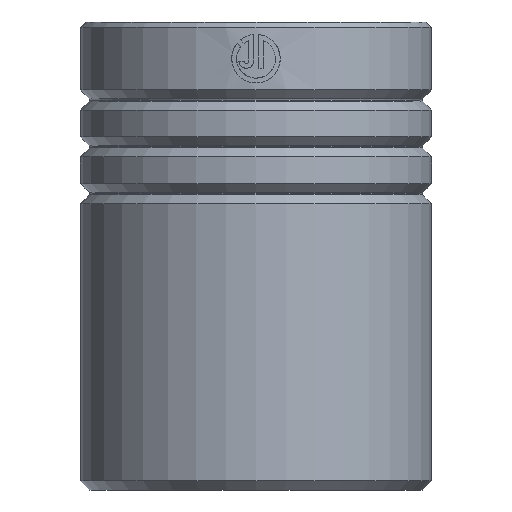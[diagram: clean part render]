
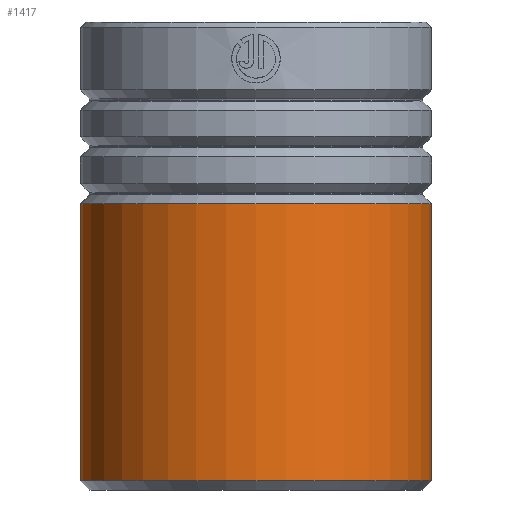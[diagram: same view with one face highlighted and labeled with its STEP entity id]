
A CAD part, front view. The second image highlights one B-rep face of the part: STEP entity #1417.
In plain terms, the highlighted cylindrical face has radius 22.5 mm (diameter 45 mm), a partial arc.
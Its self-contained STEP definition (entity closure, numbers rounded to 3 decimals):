
#22 = CARTESIAN_POINT ( 'NONE',  ( 0., 0., 1.2 ) ) ;
#31 = FACE_OUTER_BOUND ( 'NONE', #1695, .T. ) ;
#214 = CARTESIAN_POINT ( 'NONE',  ( -22.5, 0., 1.2 ) ) ;
#220 = VERTEX_POINT ( 'NONE', #214 ) ;
#243 = LINE ( 'NONE', #820, #2145 ) ;
#274 = EDGE_CURVE ( 'NONE', #821, #220, #354, .T. ) ;
#354 = LINE ( 'NONE', #2174, #413 ) ;
#408 = DIRECTION ( 'NONE',  ( 1., 0., 0. ) ) ;
#413 = VECTOR ( 'NONE', #754, 1000. ) ;
#420 = DIRECTION ( 'NONE',  ( 0., 0., 1. ) ) ;
#623 = DIRECTION ( 'NONE',  ( -1., 0., 0. ) ) ;
#713 = VERTEX_POINT ( 'NONE', #1629 ) ;
#754 = DIRECTION ( 'NONE',  ( 0., 0., -1. ) ) ;
#820 = CARTESIAN_POINT ( 'NONE',  ( 22.5, 0., 60. ) ) ;
#821 = VERTEX_POINT ( 'NONE', #2047 ) ;
#822 = EDGE_CURVE ( 'NONE', #1561, #821, #1681, .T. ) ;
#1138 = ORIENTED_EDGE ( 'NONE', *, *, #2132, .F. ) ;
#1238 = CARTESIAN_POINT ( 'NONE',  ( 0., 0., 36.717 ) ) ;
#1257 = DIRECTION ( 'NONE',  ( -1., 0., 0. ) ) ;
#1417 = ADVANCED_FACE ( 'NONE', ( #31 ), #2041, .T. ) ;
#1470 = CARTESIAN_POINT ( 'NONE',  ( 0., 0., 60. ) ) ;
#1558 = CIRCLE ( 'NONE', #1900, 22.5 ) ;
#1561 = VERTEX_POINT ( 'NONE', #1617 ) ;
#1617 = CARTESIAN_POINT ( 'NONE',  ( 22.5, 0., 36.717 ) ) ;
#1629 = CARTESIAN_POINT ( 'NONE',  ( 22.5, 0., 1.2 ) ) ;
#1674 = DIRECTION ( 'NONE',  ( 0., 0., -1. ) ) ;
#1681 = CIRCLE ( 'NONE', #2246, 22.5 ) ;
#1695 = EDGE_LOOP ( 'NONE', ( #1138, #2372, #1758, #2621 ) ) ;
#1758 = ORIENTED_EDGE ( 'NONE', *, *, #274, .T. ) ;
#1843 = EDGE_CURVE ( 'NONE', #220, #713, #1558, .T. ) ;
#1844 = DIRECTION ( 'NONE',  ( 0., 0., -1. ) ) ;
#1900 = AXIS2_PLACEMENT_3D ( 'NONE', #22, #420, #408 ) ;
#2041 = CYLINDRICAL_SURFACE ( 'NONE', #2128, 22.5 ) ;
#2047 = CARTESIAN_POINT ( 'NONE',  ( -22.5, 0., 36.717 ) ) ;
#2060 = DIRECTION ( 'NONE',  ( 0., 0., -1. ) ) ;
#2128 = AXIS2_PLACEMENT_3D ( 'NONE', #1470, #1674, #1257 ) ;
#2132 = EDGE_CURVE ( 'NONE', #1561, #713, #243, .T. ) ;
#2145 = VECTOR ( 'NONE', #2060, 1000. ) ;
#2174 = CARTESIAN_POINT ( 'NONE',  ( -22.5, 0., 60. ) ) ;
#2246 = AXIS2_PLACEMENT_3D ( 'NONE', #1238, #1844, #623 ) ;
#2372 = ORIENTED_EDGE ( 'NONE', *, *, #822, .T. ) ;
#2621 = ORIENTED_EDGE ( 'NONE', *, *, #1843, .T. ) ;
